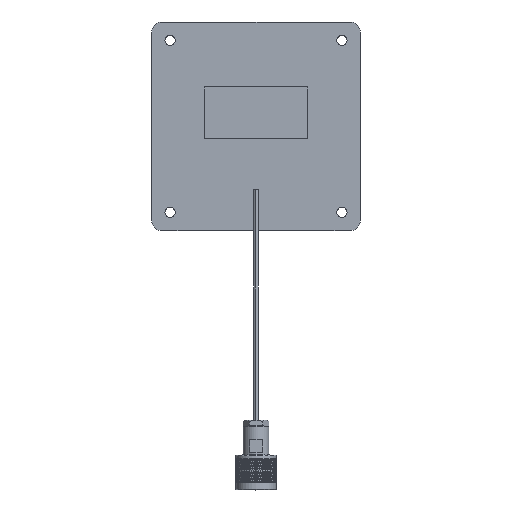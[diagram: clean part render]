
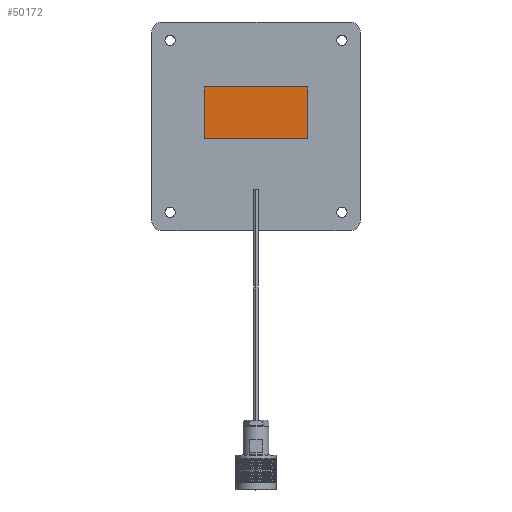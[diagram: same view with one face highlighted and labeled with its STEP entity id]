
A CAD part, top view. The second image highlights one B-rep face of the part: STEP entity #50172.
In plain terms, the highlighted planar face has unit normal (0, 0, 1).
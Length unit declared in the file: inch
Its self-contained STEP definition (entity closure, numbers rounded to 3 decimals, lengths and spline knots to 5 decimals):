
#1260 = AXIS2_PLACEMENT_3D ( 'NONE', #20457, #94390, #43539 ) ;
#10642 = EDGE_CURVE ( 'NONE', #80882, #33586, #95364, .T. ) ;
#12598 = VERTEX_POINT ( 'NONE', #23963 ) ;
#14181 = CARTESIAN_POINT ( 'NONE',  ( -3.01575, -4.25787, 0.11417 ) ) ;
#15689 = LINE ( 'NONE', #92942, #49697 ) ;
#16115 = EDGE_LOOP ( 'NONE', ( #44553, #36576, #33004, #89854 ) ) ;
#20457 = CARTESIAN_POINT ( 'NONE',  ( 0., 0., 0.11417 ) ) ;
#22560 = CARTESIAN_POINT ( 'NONE',  ( -5.01575, -3.25787, 0.11417 ) ) ;
#23963 = CARTESIAN_POINT ( 'NONE',  ( -3.01575, -3.25787, 0.11417 ) ) ;
#26133 = EDGE_CURVE ( 'NONE', #12598, #80882, #15689, .T. ) ;
#27593 = DIRECTION ( 'NONE',  ( 0., -1., 0. ) ) ;
#31566 = VECTOR ( 'NONE', #27593, 39.37008 ) ;
#33004 = ORIENTED_EDGE ( 'NONE', *, *, #10642, .T. ) ;
#33586 = VERTEX_POINT ( 'NONE', #76007 ) ;
#35622 = VERTEX_POINT ( 'NONE', #14181 ) ;
#36576 = ORIENTED_EDGE ( 'NONE', *, *, #26133, .T. ) ;
#36953 = CARTESIAN_POINT ( 'NONE',  ( -5.01575, -4.25787, 0.11417 ) ) ;
#43539 = DIRECTION ( 'NONE',  ( 1., 0., 0. ) ) ;
#43990 = LINE ( 'NONE', #36953, #80376 ) ;
#44553 = ORIENTED_EDGE ( 'NONE', *, *, #50031, .T. ) ;
#48418 = CARTESIAN_POINT ( 'NONE',  ( -3.01575, -3.25787, 0.11417 ) ) ;
#49697 = VECTOR ( 'NONE', #92441, 39.37008 ) ;
#50031 = EDGE_CURVE ( 'NONE', #35622, #12598, #71467, .T. ) ;
#50172 = ADVANCED_FACE ( 'NONE', ( #86853 ), #74637, .T. ) ;
#51194 = CARTESIAN_POINT ( 'NONE',  ( -5.01575, -3.25787, 0.11417 ) ) ;
#55780 = VECTOR ( 'NONE', #79017, 39.37008 ) ;
#71467 = LINE ( 'NONE', #48418, #55780 ) ;
#74637 = PLANE ( 'NONE',  #1260 ) ;
#76007 = CARTESIAN_POINT ( 'NONE',  ( -5.01575, -4.25787, 0.11417 ) ) ;
#79017 = DIRECTION ( 'NONE',  ( 0., 1., 0. ) ) ;
#80376 = VECTOR ( 'NONE', #89140, 39.37008 ) ;
#80882 = VERTEX_POINT ( 'NONE', #22560 ) ;
#86853 = FACE_OUTER_BOUND ( 'NONE', #16115, .T. ) ;
#89140 = DIRECTION ( 'NONE',  ( 1., 0., 0. ) ) ;
#89854 = ORIENTED_EDGE ( 'NONE', *, *, #91692, .T. ) ;
#91692 = EDGE_CURVE ( 'NONE', #33586, #35622, #43990, .T. ) ;
#92441 = DIRECTION ( 'NONE',  ( -1., 0., 0. ) ) ;
#92942 = CARTESIAN_POINT ( 'NONE',  ( -5.01575, -3.25787, 0.11417 ) ) ;
#94390 = DIRECTION ( 'NONE',  ( 0., 0., 1. ) ) ;
#95364 = LINE ( 'NONE', #51194, #31566 ) ;
